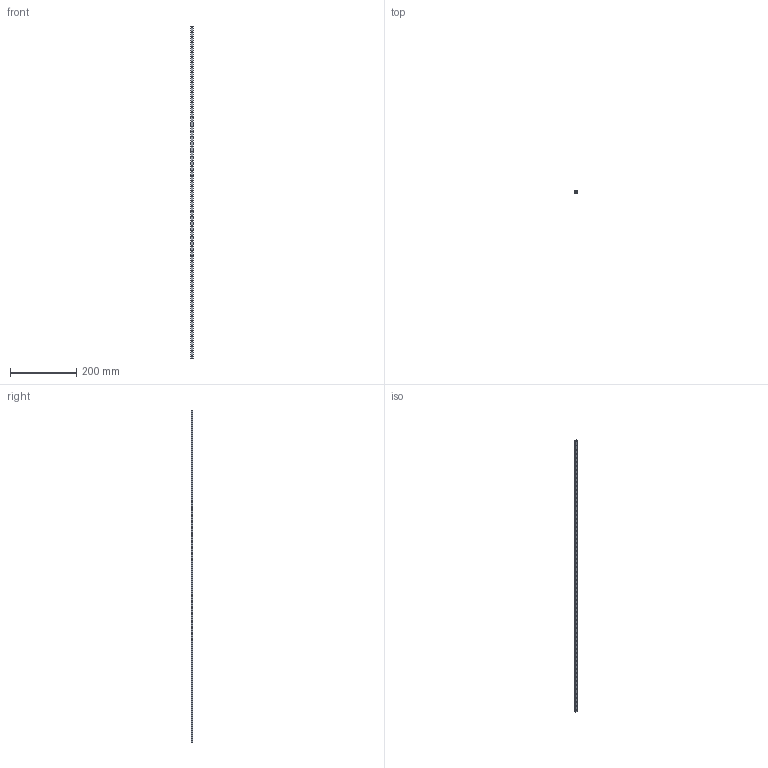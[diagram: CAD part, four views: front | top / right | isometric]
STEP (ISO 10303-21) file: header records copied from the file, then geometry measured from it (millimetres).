
FILE_DESCRIPTION (( 'STEP AP214' ), '1' );
FILE_NAME ('Ñáîðêà1.STEP', '2024-04-03T13:01:50', ( '' ), ( '' ), 'SwSTEP 2.0', 'SolidWorks 2022', '' );
FILE_SCHEMA (( 'AUTOMOTIVE_DESIGN' ));
Length unit declared in the file: millimetre
Products named in the file (2): Z38 Профильные рельсовые направляющие MGR7_00; Сборка1
Assembly tree (1 placements, depth 2):
  Сборка1
    Z38 Профильные рельсовые направляющие MGR7_00
Bounding box: 7 x 4.8 x 1000 mm (x, y, z)
Volume: 29057.9 mm3; surface area: 29656.5 mm2
Topology: 1 solids, 1 shells, 357 faces, 864 edges, 576 vertices
Faces by surface type: cylinder 268, plane 89
Entity records: 11068 total; most frequent: DIRECTION 2122, CARTESIAN_POINT 1801, ORIENTED_EDGE 1728, AXIS2_PLACEMENT_3D 897, EDGE_CURVE 864, VERTEX_POINT 576, EDGE_LOOP 558, CIRCLE 536
